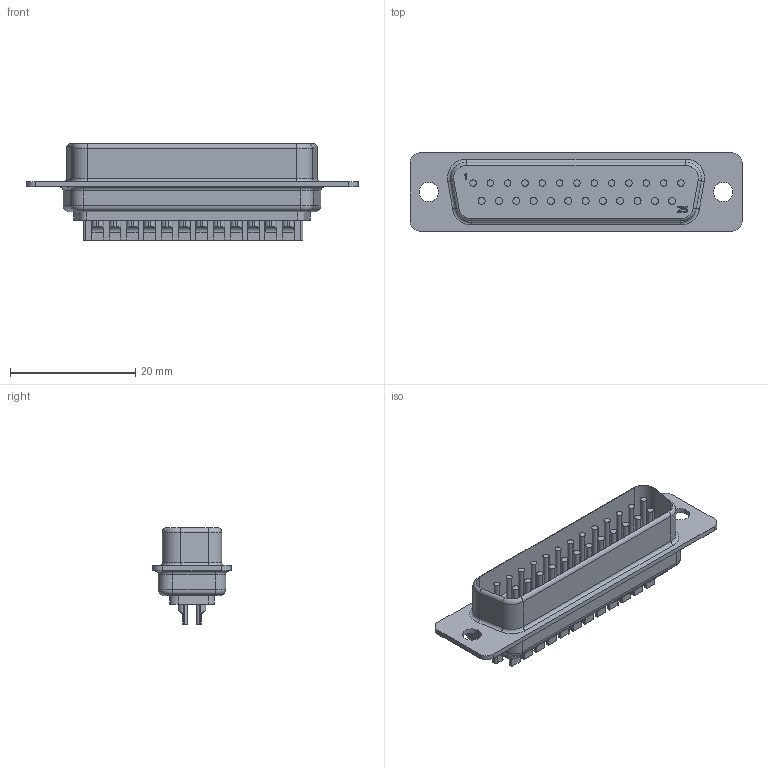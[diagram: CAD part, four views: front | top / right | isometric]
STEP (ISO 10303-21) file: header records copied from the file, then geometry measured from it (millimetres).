
FILE_DESCRIPTION((''),'2;1');
FILE_NAME('C-5-747912-2','2013-12-31T',('workeradm'),('Tyco Electronics Ltd.'),'PRO/ENGINEER BY PARAMETRIC TECHNOLOGY CORPORATION, 2013050','PRO/ENGINEER BY PARAMETRIC TECHNOLOGY CORPORATION, 2013050','');
FILE_SCHEMA(('AUTOMOTIVE_DESIGN { 1 0 10303 214 1 1 1 1 }'));
Length unit declared in the file: millimetre
Products named in the file (1): C-5-747912-2
Bounding box: 53.1 x 12.5 x 15.4 mm (x, y, z)
Volume: 3101.1 mm3; surface area: 3798.5 mm2
Topology: 1 solids, 1 shells, 509 faces, 1313 edges, 862 vertices
Faces by surface type: plane 278, cylinder 215, torus 16
Entity records: 16342 total; most frequent: CARTESIAN_POINT 3445, DIRECTION 2673, ORIENTED_EDGE 2626, EDGE_CURVE 1313, AXIS2_PLACEMENT_3D 901, VECTOR 871, LINE 871, VERTEX_POINT 862
